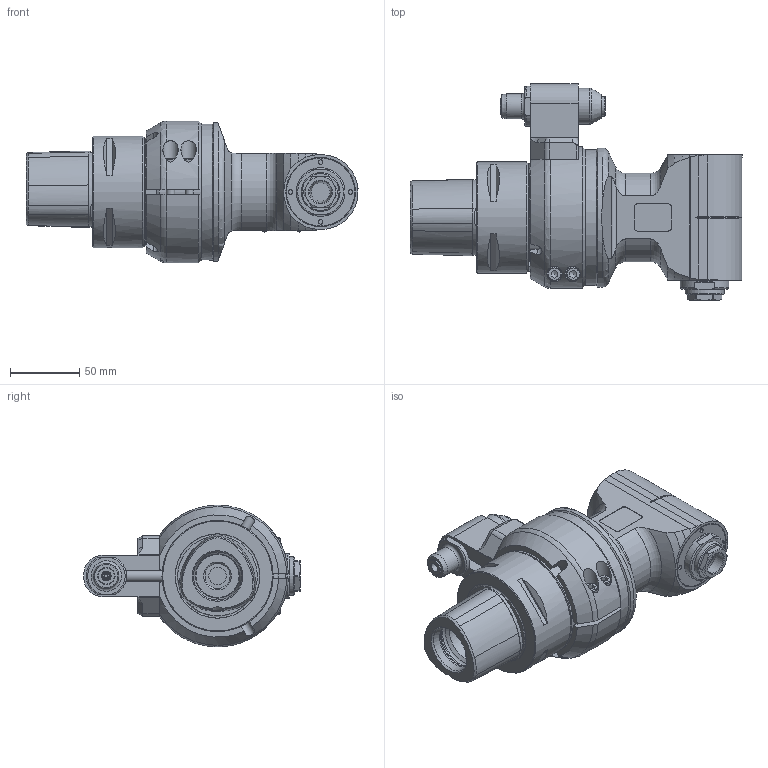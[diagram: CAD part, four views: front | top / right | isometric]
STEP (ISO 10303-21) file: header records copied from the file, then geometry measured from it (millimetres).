
FILE_DESCRIPTION(/* description */ (''),/* implementation_level */ '2;1');
FILE_NAME(/* name */ '9.F90.13000-4C8.stp',/* time_stamp */ '2024-10-10T10:48:18-04:00',/* author */ ('jkrenzer'),/* organization */ (''),/* preprocessor_version */ 'ST-DEVELOPER v18.1',/* originating_system */ 'Autodesk Inventor 2022',/* authorisation */ '');
FILE_SCHEMA (('AUTOMOTIVE_DESIGN { 1 0 10303 214 3 1 1 }'));
Products named in the file (3): 9.F90.13000-4C8; 9_F90_13000; 9_GA1_688_2   (EVO, Type1, Capto C8, 80mm)
Assembly tree (2 placements, depth 2):
  9.F90.13000-4C8
    9_F90_13000
    9_GA1_688_2   (EVO, Type1, Capto C8, 80mm)
Bounding box: 238.9 x 155.75 x 101.99 mm (x, y, z)
Volume: 1124103.9 mm3; surface area: 148372.4 mm2
Topology: 5 solids, 5 shells, 519 faces, 1304 edges, 843 vertices
Faces by surface type: plane 236, cylinder 124, cone 111, torus 27, bspline 19, sphere 2
Full cylindrical faces by diameter (mm): 2.5 x3, 2.6 x2, 3 x2, 3.2 x8, 4 x1, 5 x2, 6 x6, 6.5 x1, 7 x1, 8 x2, 8.5 x1, 9.1 x2, 10 x4, 10.4 x2, 11 x1, 12 x2, 12.5 x2, 13.5 x1, 14 x1, 16 x1, 18 x2, 20.5 x1, 23 x1, 26 x1, 26.5 x1, 27 x1, 27.5 x1, 28 x1, 29 x1, 32 x2
Entity records: 60676 total; most frequent: CARTESIAN_POINT 48505, ORIENTED_EDGE 2572, DIRECTION 2457, EDGE_CURVE 1286, AXIS2_PLACEMENT_3D 945, VERTEX_POINT 843, EDGE_LOOP 596, LINE 567
